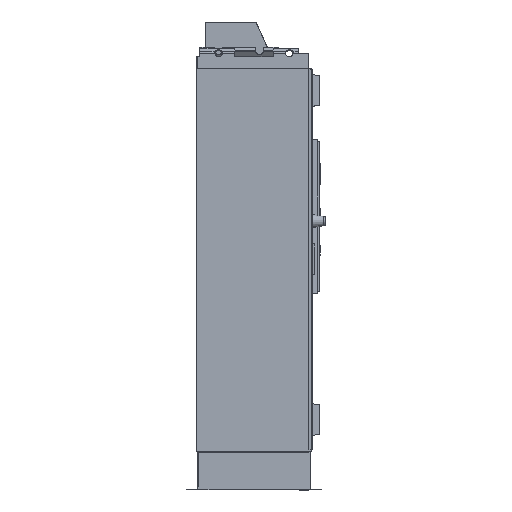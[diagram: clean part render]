
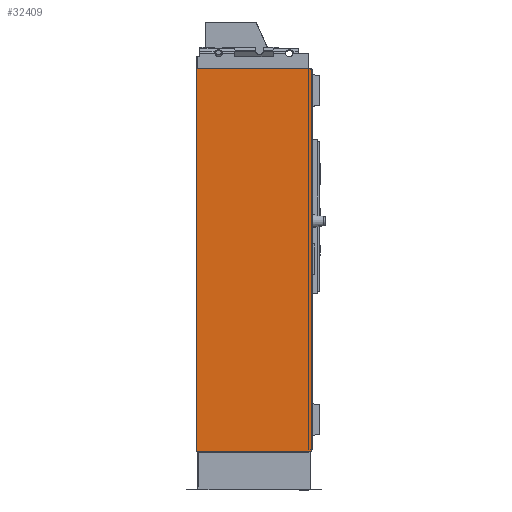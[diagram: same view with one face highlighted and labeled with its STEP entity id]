
A CAD part, left-side view. The second image highlights one B-rep face of the part: STEP entity #32409.
In plain terms, the highlighted planar face has unit normal (-1, 0, 0).
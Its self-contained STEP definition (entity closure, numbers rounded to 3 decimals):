
#32409=ADVANCED_FACE('',(#40930),#36777,.T.);
#36777=PLANE('',#123849);
#40930=FACE_OUTER_BOUND('',#46283,.T.);
#46283=EDGE_LOOP('',(#59555,#59556,#59557,#59558));
#59555=ORIENTED_EDGE('',*,*,#89494,.F.);
#59556=ORIENTED_EDGE('',*,*,#90289,.T.);
#59557=ORIENTED_EDGE('',*,*,#90290,.F.);
#59558=ORIENTED_EDGE('',*,*,#90291,.F.);
#79362=VERTEX_POINT('',#164191);
#79364=VERTEX_POINT('',#164195);
#79931=VERTEX_POINT('',#166104);
#79932=VERTEX_POINT('',#166108);
#89494=EDGE_CURVE('',#79364,#79362,#101624,.T.);
#90289=EDGE_CURVE('',#79364,#79931,#102301,.T.);
#90290=EDGE_CURVE('',#79932,#79931,#102302,.T.);
#90291=EDGE_CURVE('',#79362,#79932,#102303,.T.);
#101624=LINE('',#164196,#112907);
#102301=LINE('',#166105,#113584);
#102302=LINE('',#166107,#113585);
#102303=LINE('',#166109,#113586);
#112907=VECTOR('',#135059,1.);
#113584=VECTOR('',#136354,1.);
#113585=VECTOR('',#136357,1.);
#113586=VECTOR('',#136358,1.);
#123849=AXIS2_PLACEMENT_3D('',#166110,#136359,#136360);
#135059=DIRECTION('',(0.,-1.,0.));
#136354=DIRECTION('',(0.,0.,-1.));
#136357=DIRECTION('',(0.,1.,0.));
#136358=DIRECTION('',(0.,0.,-1.));
#136359=DIRECTION('',(-1.,0.,0.));
#136360=DIRECTION('',(0.,0.,1.));
#164191=CARTESIAN_POINT('',(-1750.,0.,1899.5));
#164195=CARTESIAN_POINT('',(-1750.,600.,1899.5));
#164196=CARTESIAN_POINT('',(-1750.,600.,1899.5));
#166104=CARTESIAN_POINT('',(-1750.,600.,-100.));
#166105=CARTESIAN_POINT('',(-1750.,600.,1932.5));
#166107=CARTESIAN_POINT('',(-1750.,600.,-100.));
#166108=CARTESIAN_POINT('',(-1750.,0.,-100.));
#166109=CARTESIAN_POINT('',(-1750.,0.,0.));
#166110=CARTESIAN_POINT('',(-1750.,300.,1932.5));
